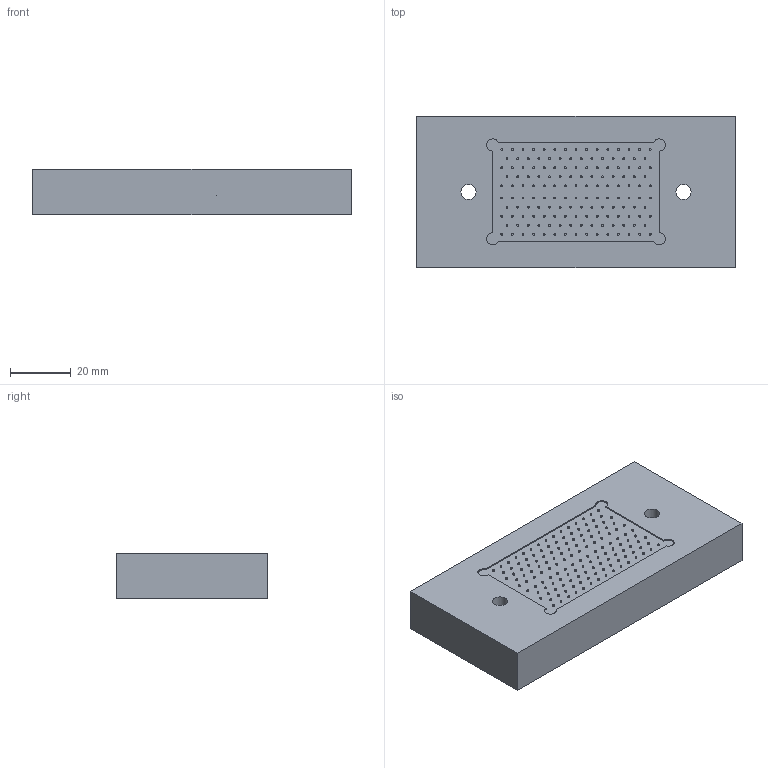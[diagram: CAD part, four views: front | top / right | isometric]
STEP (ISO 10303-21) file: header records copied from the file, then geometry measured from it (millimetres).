
FILE_DESCRIPTION(/* description */ ('Unknown'),/* implementation_level */ '2;1');
FILE_NAME(/* name */ 'flow1-0F-TIM',/* time_stamp */ '2017-07-10T13:18:11+02:00',/* author */ ('Unknown'),/* organization */ ('Unknown'),/* preprocessor_version */ 'ST-DEVELOPER v16.7',/* originating_system */ 'DEX',/* authorisation */ $);
FILE_SCHEMA (('TECHNICAL_DATA_PACKAGING','AUTOMOTIVE_DESIGN {1 0 10303 214 3 1 1}'));
Length unit declared in the file: millimetre
Products named in the file (1): flow1-0F-TIM
Bounding box: 105 x 50 x 15 mm (x, y, z)
Volume: 77261.3 mm3; surface area: 15980.7 mm2
Topology: 1 solids, 1 shells, 359 faces, 612 edges, 408 vertices
Faces by surface type: plane 191, cylinder 156, bspline 10, cone 2
Full cylindrical faces by diameter (mm): 0.6 x146, 3.242 x4, 5 x2
Entity records: 10753 total; most frequent: CARTESIAN_POINT 1722, DIRECTION 1440, ORIENTED_EDGE 900, FACE_BOUND 674, EDGE_LOOP 672, AXIS2_PLACEMENT_3D 660, EDGE_CURVE 450, VERTEX_POINT 404
